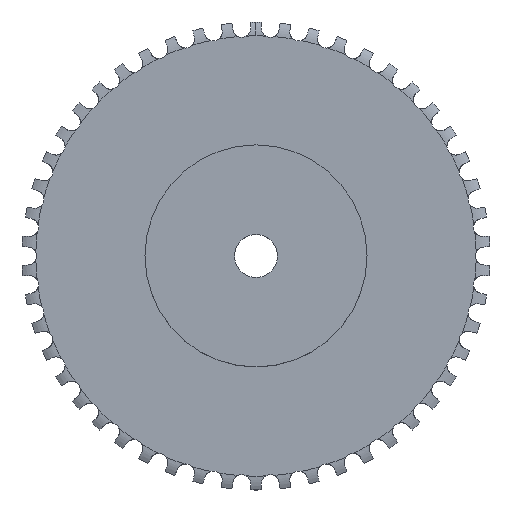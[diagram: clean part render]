
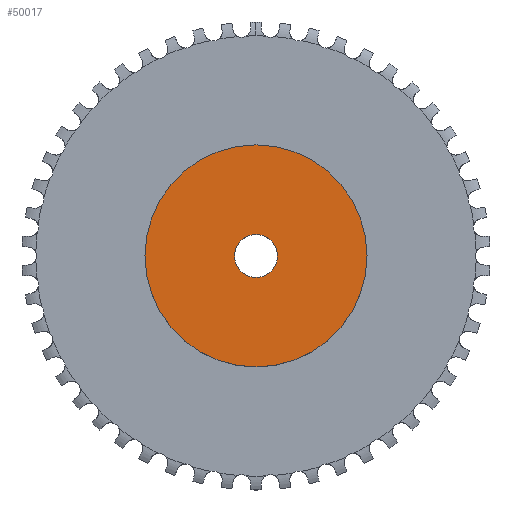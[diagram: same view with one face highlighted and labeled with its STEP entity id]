
A CAD part, top view. The second image highlights one B-rep face of the part: STEP entity #50017.
In plain terms, the highlighted planar face has unit normal (0, 0, 1).
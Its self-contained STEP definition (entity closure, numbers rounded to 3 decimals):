
#14534 = CYLINDRICAL_SURFACE('',#14535,31.);
#14535 = AXIS2_PLACEMENT_3D('',#14536,#14537,#14538);
#14536 = CARTESIAN_POINT('',(0.,0.,0.));
#14537 = DIRECTION('',(-0.,-0.,-1.));
#14538 = DIRECTION('',(1.,0.,0.));
#40998 = CYLINDRICAL_SURFACE('',#40999,6.);
#40999 = AXIS2_PLACEMENT_3D('',#41000,#41001,#41002);
#41000 = CARTESIAN_POINT('',(0.,0.,187.761));
#41001 = DIRECTION('',(0.,0.,1.));
#41002 = DIRECTION('',(1.,0.,-0.));
#46866 = VERTEX_POINT('',#46867);
#46867 = CARTESIAN_POINT('',(31.,0.,20.));
#46888 = EDGE_CURVE('',#46866,#46866,#46889,.T.);
#46889 = SURFACE_CURVE('',#46890,(#46895,#46902),.PCURVE_S1.);
#46890 = CIRCLE('',#46891,31.);
#46891 = AXIS2_PLACEMENT_3D('',#46892,#46893,#46894);
#46892 = CARTESIAN_POINT('',(0.,0.,20.));
#46893 = DIRECTION('',(0.,0.,1.));
#46894 = DIRECTION('',(1.,0.,0.));
#46895 = PCURVE('',#14534,#46896);
#46896 = DEFINITIONAL_REPRESENTATION('',(#46897),#46901);
#46897 = LINE('',#46898,#46899);
#46898 = CARTESIAN_POINT('',(-0.,-20.));
#46899 = VECTOR('',#46900,1.);
#46900 = DIRECTION('',(-1.,0.));
#46901 = ( GEOMETRIC_REPRESENTATION_CONTEXT(2) 
PARAMETRIC_REPRESENTATION_CONTEXT() REPRESENTATION_CONTEXT('2D SPACE',''
  ) );
#46902 = PCURVE('',#46903,#46908);
#46903 = PLANE('',#46904);
#46904 = AXIS2_PLACEMENT_3D('',#46905,#46906,#46907);
#46905 = CARTESIAN_POINT('',(0.,0.,20.));
#46906 = DIRECTION('',(-0.,0.,1.));
#46907 = DIRECTION('',(0.,-1.,0.));
#46908 = DEFINITIONAL_REPRESENTATION('',(#46909),#46913);
#46909 = CIRCLE('',#46910,31.);
#46910 = AXIS2_PLACEMENT_2D('',#46911,#46912);
#46911 = CARTESIAN_POINT('',(0.,0.));
#46912 = DIRECTION('',(0.,1.));
#46913 = ( GEOMETRIC_REPRESENTATION_CONTEXT(2) 
PARAMETRIC_REPRESENTATION_CONTEXT() REPRESENTATION_CONTEXT('2D SPACE',''
  ) );
#49971 = EDGE_CURVE('',#49972,#49972,#49974,.T.);
#49972 = VERTEX_POINT('',#49973);
#49973 = CARTESIAN_POINT('',(6.,0.,20.));
#49974 = SURFACE_CURVE('',#49975,(#49980,#49987),.PCURVE_S1.);
#49975 = CIRCLE('',#49976,6.);
#49976 = AXIS2_PLACEMENT_3D('',#49977,#49978,#49979);
#49977 = CARTESIAN_POINT('',(0.,0.,20.));
#49978 = DIRECTION('',(0.,0.,1.));
#49979 = DIRECTION('',(1.,0.,-0.));
#49980 = PCURVE('',#40998,#49981);
#49981 = DEFINITIONAL_REPRESENTATION('',(#49982),#49986);
#49982 = LINE('',#49983,#49984);
#49983 = CARTESIAN_POINT('',(0.,-167.761));
#49984 = VECTOR('',#49985,1.);
#49985 = DIRECTION('',(1.,0.));
#49986 = ( GEOMETRIC_REPRESENTATION_CONTEXT(2) 
PARAMETRIC_REPRESENTATION_CONTEXT() REPRESENTATION_CONTEXT('2D SPACE',''
  ) );
#49987 = PCURVE('',#46903,#49988);
#49988 = DEFINITIONAL_REPRESENTATION('',(#49989),#49993);
#49989 = CIRCLE('',#49990,6.);
#49990 = AXIS2_PLACEMENT_2D('',#49991,#49992);
#49991 = CARTESIAN_POINT('',(0.,0.));
#49992 = DIRECTION('',(0.,1.));
#49993 = ( GEOMETRIC_REPRESENTATION_CONTEXT(2) 
PARAMETRIC_REPRESENTATION_CONTEXT() REPRESENTATION_CONTEXT('2D SPACE',''
  ) );
#50017 = ADVANCED_FACE('',(#50018,#50021),#46903,.T.);
#50018 = FACE_BOUND('',#50019,.T.);
#50019 = EDGE_LOOP('',(#50020));
#50020 = ORIENTED_EDGE('',*,*,#46888,.T.);
#50021 = FACE_BOUND('',#50022,.T.);
#50022 = EDGE_LOOP('',(#50023));
#50023 = ORIENTED_EDGE('',*,*,#49971,.F.);
